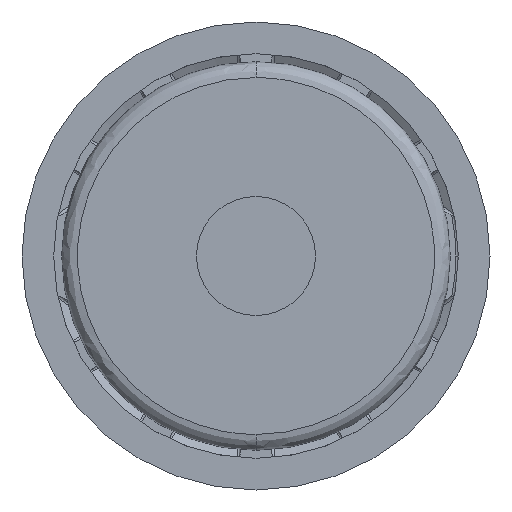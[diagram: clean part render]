
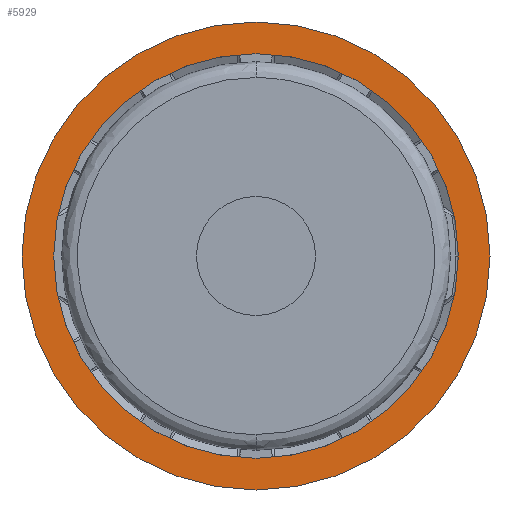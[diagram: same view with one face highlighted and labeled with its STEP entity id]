
A CAD part, front view. The second image highlights one B-rep face of the part: STEP entity #5929.
In plain terms, the highlighted planar face has unit normal (0, -1, 0).
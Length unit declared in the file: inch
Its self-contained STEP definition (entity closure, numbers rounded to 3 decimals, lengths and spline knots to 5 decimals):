
#22 = PLANE ( 'NONE',  #215 ) ;
#215 = AXIS2_PLACEMENT_3D ( 'NONE', #7169, #1855, #8061 ) ;
#560 = CARTESIAN_POINT ( 'NONE',  ( 2.16535, 0., 0. ) ) ;
#798 = CIRCLE ( 'NONE', #10722, 1.00394 ) ;
#819 = DIRECTION ( 'NONE',  ( 1., 0., 0. ) ) ;
#980 = CARTESIAN_POINT ( 'NONE',  ( 1.16142, 0., 0. ) ) ;
#1471 = EDGE_CURVE ( 'NONE', #7240, #8734, #9498, .T. ) ;
#1855 = DIRECTION ( 'NONE',  ( 0., -1., 0. ) ) ;
#1884 = DIRECTION ( 'NONE',  ( 1., 0., 0. ) ) ;
#1892 = VERTEX_POINT ( 'NONE', #560 ) ;
#2439 = DIRECTION ( 'NONE',  ( 0., 1., 0. ) ) ;
#2800 = ORIENTED_EDGE ( 'NONE', *, *, #9799, .F. ) ;
#3222 = CARTESIAN_POINT ( 'NONE',  ( 0.15748, 0., 0. ) ) ;
#3276 = ORIENTED_EDGE ( 'NONE', *, *, #3604, .T. ) ;
#3604 = EDGE_CURVE ( 'NONE', #11055, #1892, #5107, .T. ) ;
#5084 = DIRECTION ( 'NONE',  ( 0., 1., 0. ) ) ;
#5107 = CIRCLE ( 'NONE', #6897, 1.00394 ) ;
#5747 = CARTESIAN_POINT ( 'NONE',  ( 2.32283, 0., 0. ) ) ;
#5929 = ADVANCED_FACE ( 'NONE', ( #6765, #9147 ), #22, .T. ) ;
#6183 = DIRECTION ( 'NONE',  ( 0., 1., 0. ) ) ;
#6765 = FACE_OUTER_BOUND ( 'NONE', #8981, .T. ) ;
#6897 = AXIS2_PLACEMENT_3D ( 'NONE', #7719, #2439, #8608 ) ;
#6903 = EDGE_CURVE ( 'NONE', #1892, #11055, #798, .T. ) ;
#7169 = CARTESIAN_POINT ( 'NONE',  ( 0.15748, 0., 0. ) ) ;
#7187 = DIRECTION ( 'NONE',  ( 0., 1., 0. ) ) ;
#7240 = VERTEX_POINT ( 'NONE', #9606 ) ;
#7675 = AXIS2_PLACEMENT_3D ( 'NONE', #980, #7187, #1884 ) ;
#7719 = CARTESIAN_POINT ( 'NONE',  ( 1.16142, 0., 0. ) ) ;
#8061 = DIRECTION ( 'NONE',  ( 1., 0., 0. ) ) ;
#8063 = ORIENTED_EDGE ( 'NONE', *, *, #6903, .T. ) ;
#8197 = AXIS2_PLACEMENT_3D ( 'NONE', #11515, #6183, #819 ) ;
#8608 = DIRECTION ( 'NONE',  ( -1., 0., 0. ) ) ;
#8734 = VERTEX_POINT ( 'NONE', #5747 ) ;
#8981 = EDGE_LOOP ( 'NONE', ( #2800, #10188 ) ) ;
#9147 = FACE_BOUND ( 'NONE', #9948, .T. ) ;
#9183 = CIRCLE ( 'NONE', #7675, 1.16142 ) ;
#9498 = CIRCLE ( 'NONE', #8197, 1.16142 ) ;
#9606 = CARTESIAN_POINT ( 'NONE',  ( 0., 0., 0. ) ) ;
#9799 = EDGE_CURVE ( 'NONE', #8734, #7240, #9183, .T. ) ;
#9948 = EDGE_LOOP ( 'NONE', ( #3276, #8063 ) ) ;
#10188 = ORIENTED_EDGE ( 'NONE', *, *, #1471, .F. ) ;
#10455 = CARTESIAN_POINT ( 'NONE',  ( 1.16142, 0., 0. ) ) ;
#10722 = AXIS2_PLACEMENT_3D ( 'NONE', #10455, #5084, #11326 ) ;
#11055 = VERTEX_POINT ( 'NONE', #3222 ) ;
#11326 = DIRECTION ( 'NONE',  ( -1., 0., 0. ) ) ;
#11515 = CARTESIAN_POINT ( 'NONE',  ( 1.16142, 0., 0. ) ) ;
